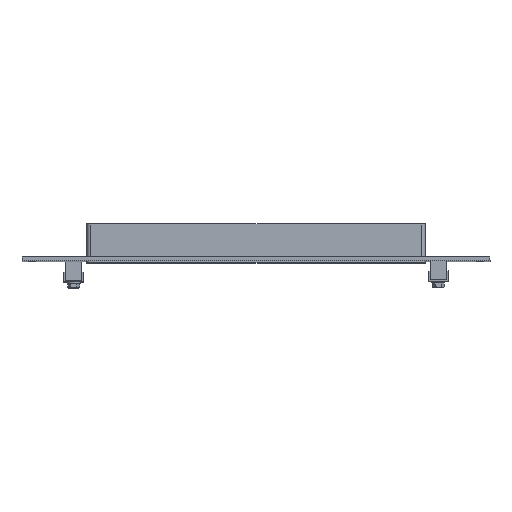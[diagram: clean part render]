
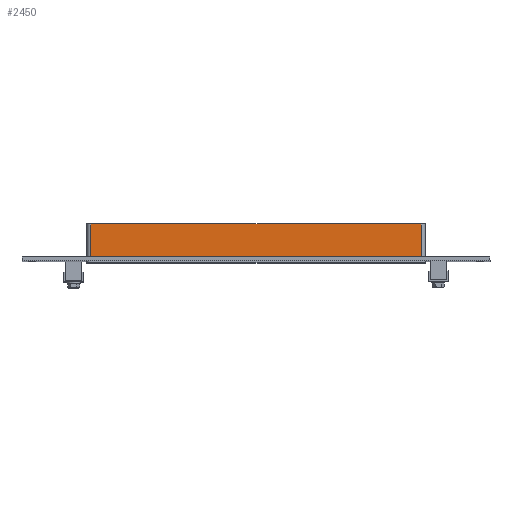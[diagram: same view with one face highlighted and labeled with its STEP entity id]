
A CAD part, top view. The second image highlights one B-rep face of the part: STEP entity #2450.
In plain terms, the highlighted planar face has unit normal (0, 0, 1).
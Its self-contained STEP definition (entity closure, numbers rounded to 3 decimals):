
#1305=CARTESIAN_POINT('',(-256.0,57.0,290.));
#1306=VERTEX_POINT('',#1305);
#1314=CARTESIAN_POINT('',(256.0,57.0,290.));
#1315=VERTEX_POINT('',#1314);
#1316=CARTESIAN_POINT('',(-256.0,57.0,290.));
#1317=DIRECTION('',(1.0,0.0,0.0));
#1318=VECTOR('',#1317,512.0);
#1319=LINE('',#1316,#1318);
#1320=EDGE_CURVE('',#1306,#1315,#1319,.T.);
#1895=CARTESIAN_POINT('',(-256.0,6.,290.));
#1896=VERTEX_POINT('',#1895);
#1946=CARTESIAN_POINT('',(256.0,6.,290.));
#1947=VERTEX_POINT('',#1946);
#1955=CARTESIAN_POINT('',(-256.0,6.,290.));
#1956=DIRECTION('',(1.0,0.0,0.0));
#1957=VECTOR('',#1956,512.0);
#1958=LINE('',#1955,#1957);
#1959=EDGE_CURVE('',#1896,#1947,#1958,.T.);
#2423=CARTESIAN_POINT('',(-256.0,6.,290.));
#2424=DIRECTION('',(0.0,1.0,0.0));
#2425=VECTOR('',#2424,51.0);
#2426=LINE('',#2423,#2425);
#2427=EDGE_CURVE('',#1896,#1306,#2426,.T.);
#2434=CARTESIAN_POINT('',(-262.0,0.0,290.));
#2435=DIRECTION('',(0.0,0.0,1.0));
#2436=DIRECTION('',(1.0,0.0,0.0));
#2437=AXIS2_PLACEMENT_3D('',#2434,#2435,#2436);
#2438=PLANE('',#2437);
#2439=ORIENTED_EDGE('',*,*,#1959,.T.);
#2440=CARTESIAN_POINT('',(256.0,57.0,290.));
#2441=DIRECTION('',(0.0,-1.0,0.0));
#2442=VECTOR('',#2441,51.0);
#2443=LINE('',#2440,#2442);
#2444=EDGE_CURVE('',#1315,#1947,#2443,.T.);
#2445=ORIENTED_EDGE('',*,*,#2444,.F.);
#2446=ORIENTED_EDGE('',*,*,#1320,.F.);
#2447=ORIENTED_EDGE('',*,*,#2427,.F.);
#2448=EDGE_LOOP('',(#2439,#2445,#2446,#2447));
#2449=FACE_OUTER_BOUND('',#2448,.T.);
#2450=ADVANCED_FACE('',(#2449),#2438,.T.);
